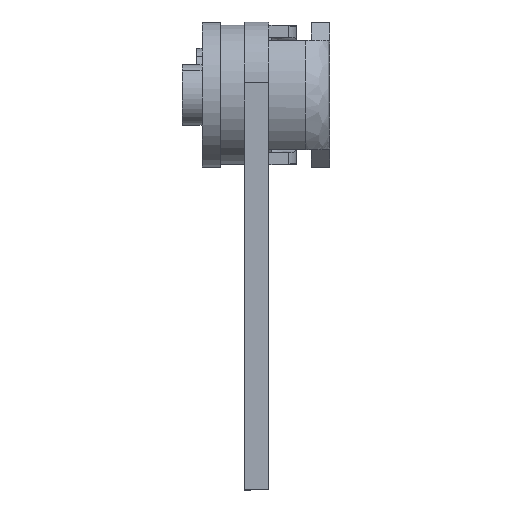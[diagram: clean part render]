
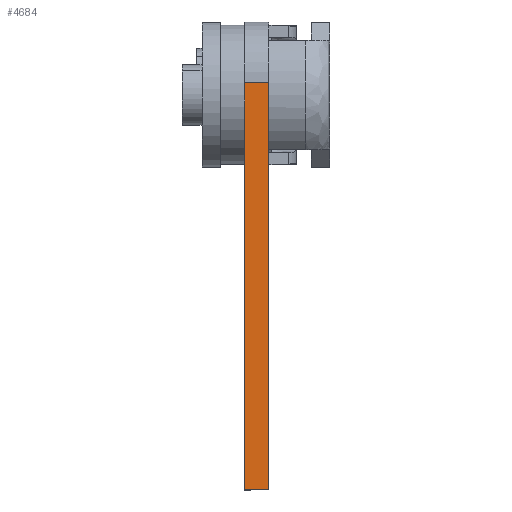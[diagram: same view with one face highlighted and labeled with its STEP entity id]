
A CAD part, left-side view. The second image highlights one B-rep face of the part: STEP entity #4684.
In plain terms, the highlighted face is planar.
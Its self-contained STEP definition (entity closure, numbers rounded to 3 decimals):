
#172 = CARTESIAN_POINT ( 'NONE',  ( 88., 0., 28.5 ) ) ;
#1099 = VECTOR ( 'NONE', #4674, 1000. ) ;
#1530 = VECTOR ( 'NONE', #1828, 1000. ) ;
#1828 = DIRECTION ( 'NONE',  ( 0., 0., -1. ) ) ;
#1911 = CARTESIAN_POINT ( 'NONE',  ( 88., -4., 38.5 ) ) ;
#2062 = LINE ( 'NONE', #6556, #1530 ) ;
#2732 = EDGE_CURVE ( 'NONE', #3834, #11511, #2062, .T. ) ;
#2943 = AXIS2_PLACEMENT_3D ( 'NONE', #1911, #10039, #6401 ) ;
#2951 = VECTOR ( 'NONE', #9636, 1000. ) ;
#3488 = EDGE_CURVE ( 'NONE', #10740, #7211, #10485, .T. ) ;
#3492 = DIRECTION ( 'NONE',  ( 0., 1., 0. ) ) ;
#3834 = VERTEX_POINT ( 'NONE', #5476 ) ;
#4057 = CARTESIAN_POINT ( 'NONE',  ( 88., -4., 38.5 ) ) ;
#4674 = DIRECTION ( 'NONE',  ( 0., -1., 0. ) ) ;
#4684 = ADVANCED_FACE ( 'NONE', ( #6337 ), #9295, .T. ) ;
#5476 = CARTESIAN_POINT ( 'NONE',  ( 88., 0., 28.5 ) ) ;
#5527 = CARTESIAN_POINT ( 'NONE',  ( 88., -4., 28.5 ) ) ;
#5535 = LINE ( 'NONE', #172, #1099 ) ;
#5724 = ORIENTED_EDGE ( 'NONE', *, *, #6767, .T. ) ;
#6231 = CARTESIAN_POINT ( 'NONE',  ( 88., -4., -38.5 ) ) ;
#6337 = FACE_OUTER_BOUND ( 'NONE', #9242, .T. ) ;
#6401 = DIRECTION ( 'NONE',  ( 0., 0., -1. ) ) ;
#6556 = CARTESIAN_POINT ( 'NONE',  ( 88., 0., 38.5 ) ) ;
#6767 = EDGE_CURVE ( 'NONE', #3834, #10740, #5535, .T. ) ;
#7211 = VERTEX_POINT ( 'NONE', #10654 ) ;
#7300 = LINE ( 'NONE', #6231, #10204 ) ;
#7323 = ORIENTED_EDGE ( 'NONE', *, *, #2732, .F. ) ;
#8091 = ORIENTED_EDGE ( 'NONE', *, *, #11512, .T. ) ;
#9242 = EDGE_LOOP ( 'NONE', ( #7323, #5724, #10553, #8091 ) ) ;
#9295 = PLANE ( 'NONE',  #2943 ) ;
#9636 = DIRECTION ( 'NONE',  ( 0., 0., -1. ) ) ;
#10039 = DIRECTION ( 'NONE',  ( 1., 0., 0. ) ) ;
#10204 = VECTOR ( 'NONE', #3492, 1000. ) ;
#10485 = LINE ( 'NONE', #4057, #2951 ) ;
#10553 = ORIENTED_EDGE ( 'NONE', *, *, #3488, .T. ) ;
#10654 = CARTESIAN_POINT ( 'NONE',  ( 88., -4., -38.5 ) ) ;
#10740 = VERTEX_POINT ( 'NONE', #5527 ) ;
#11511 = VERTEX_POINT ( 'NONE', #11935 ) ;
#11512 = EDGE_CURVE ( 'NONE', #7211, #11511, #7300, .T. ) ;
#11935 = CARTESIAN_POINT ( 'NONE',  ( 88., 0., -38.5 ) ) ;
